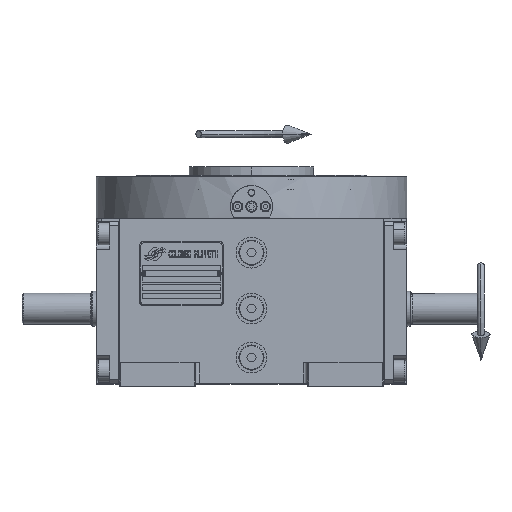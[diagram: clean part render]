
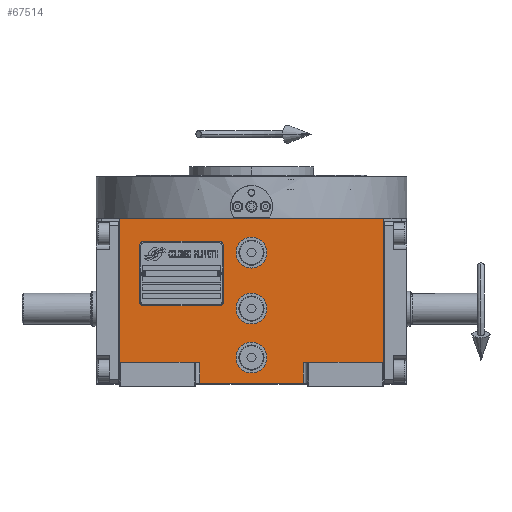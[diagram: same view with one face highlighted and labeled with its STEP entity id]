
A CAD part, top view. The second image highlights one B-rep face of the part: STEP entity #67514.
In plain terms, the highlighted planar face has unit normal (0, 0, 1).
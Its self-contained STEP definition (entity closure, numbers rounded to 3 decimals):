
#414 = CARTESIAN_POINT ( 'NONE',  ( 11., 0., 163.5 ) ) ;
#480 = DIRECTION ( 'NONE',  ( 1., 0., 0. ) ) ;
#1676 = CARTESIAN_POINT ( 'NONE',  ( 0., 0., 163.5 ) ) ;
#2081 = VECTOR ( 'NONE', #18445, 1000. ) ;
#2553 = VERTEX_POINT ( 'NONE', #59121 ) ;
#4516 = EDGE_LOOP ( 'NONE', ( #40728, #32664 ) ) ;
#4767 = CARTESIAN_POINT ( 'NONE',  ( -37., -38.5, 163.5 ) ) ;
#4813 = ORIENTED_EDGE ( 'NONE', *, *, #64276, .F. ) ;
#6197 = DIRECTION ( 'NONE',  ( 0., 0., 1. ) ) ;
#7417 = LINE ( 'NONE', #54069, #2081 ) ;
#8051 = AXIS2_PLACEMENT_3D ( 'NONE', #31494, #46703, #21461 ) ;
#8157 = VERTEX_POINT ( 'NONE', #25643 ) ;
#8694 = CARTESIAN_POINT ( 'NONE',  ( -94.5, -53.5, 163.5 ) ) ;
#8907 = EDGE_CURVE ( 'NONE', #64342, #44435, #48517, .T. ) ;
#9696 = PLANE ( 'NONE',  #54382 ) ;
#10270 = EDGE_CURVE ( 'NONE', #64374, #53659, #40535, .T. ) ;
#10327 = EDGE_CURVE ( 'NONE', #2553, #48387, #39515, .T. ) ;
#10732 = ORIENTED_EDGE ( 'NONE', *, *, #57548, .F. ) ;
#11405 = VECTOR ( 'NONE', #480, 1000. ) ;
#11513 = CARTESIAN_POINT ( 'NONE',  ( 0., 40., 163.5 ) ) ;
#12120 = EDGE_CURVE ( 'NONE', #53659, #37240, #33923, .T. ) ;
#12359 = ORIENTED_EDGE ( 'NONE', *, *, #10270, .T. ) ;
#12502 = ORIENTED_EDGE ( 'NONE', *, *, #24851, .F. ) ;
#12846 = DIRECTION ( 'NONE',  ( 0., 1., 0. ) ) ;
#12901 = ORIENTED_EDGE ( 'NONE', *, *, #12120, .T. ) ;
#13327 = CARTESIAN_POINT ( 'NONE',  ( 37., -53.5, 163.5 ) ) ;
#13886 = DIRECTION ( 'NONE',  ( 1., 0., 0. ) ) ;
#14565 = FACE_OUTER_BOUND ( 'NONE', #26911, .T. ) ;
#14606 = AXIS2_PLACEMENT_3D ( 'NONE', #11513, #63396, #68245 ) ;
#14871 = VERTEX_POINT ( 'NONE', #63808 ) ;
#15073 = CARTESIAN_POINT ( 'NONE',  ( -11., 40., 163.5 ) ) ;
#16219 = DIRECTION ( 'NONE',  ( 1., 0., 0. ) ) ;
#16688 = VERTEX_POINT ( 'NONE', #15073 ) ;
#16726 = CARTESIAN_POINT ( 'NONE',  ( -94.5, -38.5, 163.5 ) ) ;
#17442 = ORIENTED_EDGE ( 'NONE', *, *, #40153, .F. ) ;
#18445 = DIRECTION ( 'NONE',  ( 1., 0., 0. ) ) ;
#19670 = VERTEX_POINT ( 'NONE', #414 ) ;
#19754 = FACE_BOUND ( 'NONE', #65854, .T. ) ;
#19904 = CARTESIAN_POINT ( 'NONE',  ( 37., -38.5, 163.5 ) ) ;
#20428 = VECTOR ( 'NONE', #37932, 1000. ) ;
#20709 = EDGE_CURVE ( 'NONE', #43153, #37240, #7417, .T. ) ;
#20814 = CIRCLE ( 'NONE', #32967, 11. ) ;
#20840 = DIRECTION ( 'NONE',  ( 0., 0., 1. ) ) ;
#21461 = DIRECTION ( 'NONE',  ( -1., 0., 0. ) ) ;
#23205 = DIRECTION ( 'NONE',  ( 0., 0., 1. ) ) ;
#23549 = DIRECTION ( 'NONE',  ( 1., 0., 0. ) ) ;
#24749 = DIRECTION ( 'NONE',  ( 0., -1., 0. ) ) ;
#24851 = EDGE_CURVE ( 'NONE', #16688, #8157, #44412, .T. ) ;
#25244 = EDGE_CURVE ( 'NONE', #33511, #19670, #27942, .T. ) ;
#25643 = CARTESIAN_POINT ( 'NONE',  ( 11., 40., 163.5 ) ) ;
#25829 = CARTESIAN_POINT ( 'NONE',  ( -94.5, 64.5, 163.5 ) ) ;
#26911 = EDGE_LOOP ( 'NONE', ( #55270, #4813, #12359, #12901, #39813, #17442, #55956, #10732 ) ) ;
#27482 = CARTESIAN_POINT ( 'NONE',  ( 37., -38.5, 163.5 ) ) ;
#27917 = CARTESIAN_POINT ( 'NONE',  ( -37., -53.5, 163.5 ) ) ;
#27942 = CIRCLE ( 'NONE', #8051, 11. ) ;
#29503 = DIRECTION ( 'NONE',  ( 1., 0., 0. ) ) ;
#31494 = CARTESIAN_POINT ( 'NONE',  ( 0., 0., 163.5 ) ) ;
#32664 = ORIENTED_EDGE ( 'NONE', *, *, #62706, .F. ) ;
#32967 = AXIS2_PLACEMENT_3D ( 'NONE', #43778, #54841, #38596 ) ;
#33384 = VERTEX_POINT ( 'NONE', #52815 ) ;
#33511 = VERTEX_POINT ( 'NONE', #59403 ) ;
#33923 = LINE ( 'NONE', #66779, #52444 ) ;
#34063 = AXIS2_PLACEMENT_3D ( 'NONE', #1676, #6197, #16219 ) ;
#34679 = DIRECTION ( 'NONE',  ( 1., 0., 0. ) ) ;
#34876 = CARTESIAN_POINT ( 'NONE',  ( -94.5, -38.5, 163.5 ) ) ;
#34884 = EDGE_LOOP ( 'NONE', ( #39771, #12502 ) ) ;
#35658 = DIRECTION ( 'NONE',  ( 0., 0., 1. ) ) ;
#37008 = EDGE_CURVE ( 'NONE', #8157, #16688, #45919, .T. ) ;
#37240 = VERTEX_POINT ( 'NONE', #44954 ) ;
#37932 = DIRECTION ( 'NONE',  ( 0., 1., 0. ) ) ;
#38596 = DIRECTION ( 'NONE',  ( -1., 0., 0. ) ) ;
#39321 = AXIS2_PLACEMENT_3D ( 'NONE', #58239, #23205, #23549 ) ;
#39515 = LINE ( 'NONE', #55437, #45249 ) ;
#39771 = ORIENTED_EDGE ( 'NONE', *, *, #37008, .F. ) ;
#39813 = ORIENTED_EDGE ( 'NONE', *, *, #20709, .F. ) ;
#40153 = EDGE_CURVE ( 'NONE', #64342, #43153, #50756, .T. ) ;
#40535 = LINE ( 'NONE', #50895, #57379 ) ;
#40627 = EDGE_CURVE ( 'NONE', #14871, #33384, #65089, .T. ) ;
#40728 = ORIENTED_EDGE ( 'NONE', *, *, #40627, .F. ) ;
#40834 = FACE_BOUND ( 'NONE', #34884, .T. ) ;
#41322 = CARTESIAN_POINT ( 'NONE',  ( -94.5, -38.5, 163.5 ) ) ;
#42428 = LINE ( 'NONE', #27917, #20428 ) ;
#43153 = VERTEX_POINT ( 'NONE', #25829 ) ;
#43778 = CARTESIAN_POINT ( 'NONE',  ( 0., -35., 163.5 ) ) ;
#44412 = CIRCLE ( 'NONE', #14606, 11. ) ;
#44435 = VERTEX_POINT ( 'NONE', #4767 ) ;
#44954 = CARTESIAN_POINT ( 'NONE',  ( 94.5, 64.5, 163.5 ) ) ;
#45249 = VECTOR ( 'NONE', #29503, 1000. ) ;
#45919 = CIRCLE ( 'NONE', #39321, 11. ) ;
#46251 = AXIS2_PLACEMENT_3D ( 'NONE', #47109, #20840, #66904 ) ;
#46703 = DIRECTION ( 'NONE',  ( 0., 0., 1. ) ) ;
#47109 = CARTESIAN_POINT ( 'NONE',  ( 0., -35., 163.5 ) ) ;
#47318 = CIRCLE ( 'NONE', #34063, 11. ) ;
#48387 = VERTEX_POINT ( 'NONE', #13327 ) ;
#48517 = LINE ( 'NONE', #16726, #11405 ) ;
#50634 = VECTOR ( 'NONE', #62205, 1000. ) ;
#50756 = LINE ( 'NONE', #34876, #50634 ) ;
#50895 = CARTESIAN_POINT ( 'NONE',  ( 37., -38.5, 163.5 ) ) ;
#51337 = LINE ( 'NONE', #19904, #56299 ) ;
#52444 = VECTOR ( 'NONE', #12846, 1000. ) ;
#52815 = CARTESIAN_POINT ( 'NONE',  ( -11., -35., 163.5 ) ) ;
#53659 = VERTEX_POINT ( 'NONE', #66449 ) ;
#54069 = CARTESIAN_POINT ( 'NONE',  ( -94.5, 64.5, 163.5 ) ) ;
#54382 = AXIS2_PLACEMENT_3D ( 'NONE', #8694, #35658, #13886 ) ;
#54841 = DIRECTION ( 'NONE',  ( 0., 0., 1. ) ) ;
#55270 = ORIENTED_EDGE ( 'NONE', *, *, #10327, .T. ) ;
#55437 = CARTESIAN_POINT ( 'NONE',  ( -37., -53.5, 163.5 ) ) ;
#55956 = ORIENTED_EDGE ( 'NONE', *, *, #8907, .T. ) ;
#56299 = VECTOR ( 'NONE', #24749, 1000. ) ;
#57379 = VECTOR ( 'NONE', #34679, 1000. ) ;
#57548 = EDGE_CURVE ( 'NONE', #2553, #44435, #42428, .T. ) ;
#57932 = ORIENTED_EDGE ( 'NONE', *, *, #25244, .F. ) ;
#58239 = CARTESIAN_POINT ( 'NONE',  ( 0., 40., 163.5 ) ) ;
#59121 = CARTESIAN_POINT ( 'NONE',  ( -37., -53.5, 163.5 ) ) ;
#59403 = CARTESIAN_POINT ( 'NONE',  ( -11., 0., 163.5 ) ) ;
#61183 = ORIENTED_EDGE ( 'NONE', *, *, #61478, .F. ) ;
#61478 = EDGE_CURVE ( 'NONE', #19670, #33511, #47318, .T. ) ;
#61943 = FACE_BOUND ( 'NONE', #4516, .T. ) ;
#62205 = DIRECTION ( 'NONE',  ( 0., 1., 0. ) ) ;
#62706 = EDGE_CURVE ( 'NONE', #33384, #14871, #20814, .T. ) ;
#63396 = DIRECTION ( 'NONE',  ( 0., 0., 1. ) ) ;
#63808 = CARTESIAN_POINT ( 'NONE',  ( 11., -35., 163.5 ) ) ;
#64276 = EDGE_CURVE ( 'NONE', #64374, #48387, #51337, .T. ) ;
#64342 = VERTEX_POINT ( 'NONE', #41322 ) ;
#64374 = VERTEX_POINT ( 'NONE', #27482 ) ;
#65089 = CIRCLE ( 'NONE', #46251, 11. ) ;
#65854 = EDGE_LOOP ( 'NONE', ( #61183, #57932 ) ) ;
#66449 = CARTESIAN_POINT ( 'NONE',  ( 94.5, -38.5, 163.5 ) ) ;
#66779 = CARTESIAN_POINT ( 'NONE',  ( 94.5, -38.5, 163.5 ) ) ;
#66904 = DIRECTION ( 'NONE',  ( 1., 0., 0. ) ) ;
#67514 = ADVANCED_FACE ( 'NONE', ( #19754, #61943, #40834, #14565 ), #9696, .T. ) ;
#68245 = DIRECTION ( 'NONE',  ( -1., 0., 0. ) ) ;
